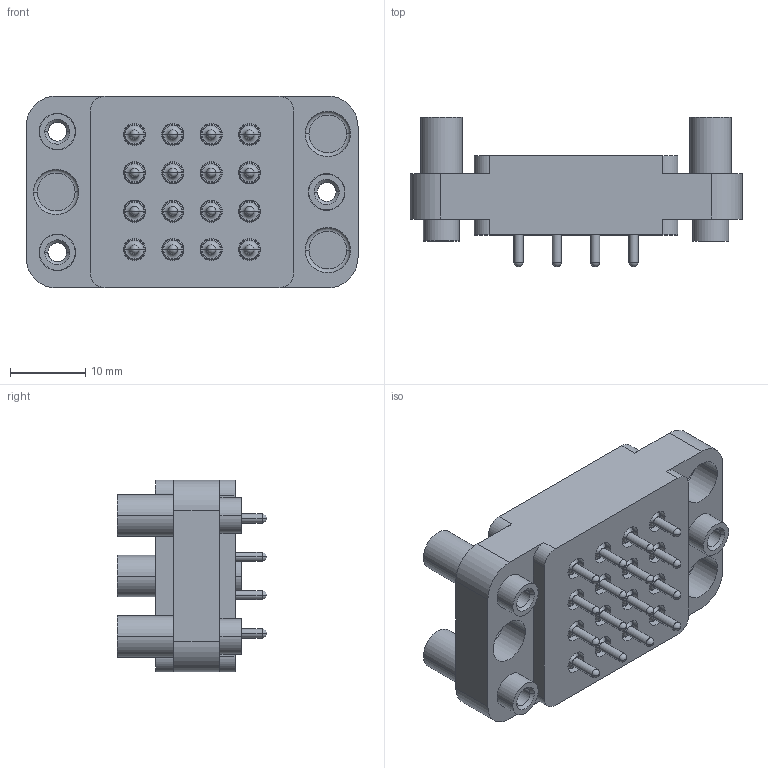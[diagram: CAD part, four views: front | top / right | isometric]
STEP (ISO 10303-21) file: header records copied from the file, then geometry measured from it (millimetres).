
FILE_DESCRIPTION((''),'2;1');
FILE_NAME('00154431619','2020-08-18T',('presta_be4'),(''),'CREO PARAMETRIC BY PTC INC, 2018360','CREO PARAMETRIC BY PTC INC, 2018360','');
FILE_SCHEMA(('CONFIG_CONTROL_DESIGN'));
Length unit declared in the file: millimetre
Products named in the file (1): 00154431619
Bounding box: 44 x 19.8 x 25.4 mm (x, y, z)
Volume: 9155.2 mm3; surface area: 8872.4 mm2
Topology: 1 solids, 1 shells, 1349 faces, 3518 edges, 2254 vertices
Faces by surface type: plane 737, cylinder 306, cone 172, torus 102, sphere 32
Entity records: 42270 total; most frequent: CARTESIAN_POINT 8901, DIRECTION 7028, ORIENTED_EDGE 6908, EDGE_CURVE 3454, AXIS2_PLACEMENT_3D 2505, VERTEX_POINT 2254, VECTOR 2018, LINE 2018
